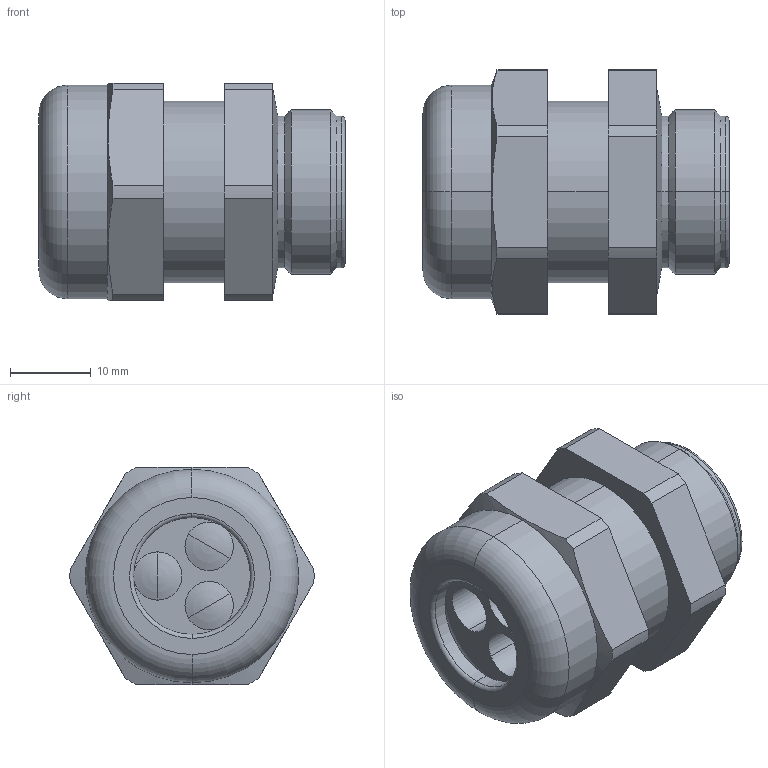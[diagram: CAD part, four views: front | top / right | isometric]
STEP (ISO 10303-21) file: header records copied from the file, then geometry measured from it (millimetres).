
FILE_DESCRIPTION (( 'STEP AP203' ), '1' );
FILE_NAME ('Z6701307ind1.STEP', '2025-12-09T07:02:30', ( '' ), ( '' ), 'SwSTEP 2.0', 'SolidWorks 2024', '' );
FILE_SCHEMA (( 'CONFIG_CONTROL_DESIGN' ));
Length unit declared in the file: millimetre
Products named in the file (4): G8213401indC; Z6701307ind1; D9716702vue; G8216000indD
Assembly tree (3 placements, depth 2):
  Z6701307ind1
    G8213401indC
    G8216000indD
    D9716702vue
Bounding box: 38 x 30.3 x 27 mm (x, y, z)
Volume: 13593.3 mm3; surface area: 10070.3 mm2
Topology: 3 solids, 3 shells, 129 faces, 319 edges, 197 vertices
Faces by surface type: cylinder 48, plane 47, torus 18, cone 16
Entity records: 4266 total; most frequent: CARTESIAN_POINT 757, DIRECTION 696, ORIENTED_EDGE 626, EDGE_CURVE 313, AXIS2_PLACEMENT_3D 276, VERTEX_POINT 197, VECTOR 144, LINE 144
